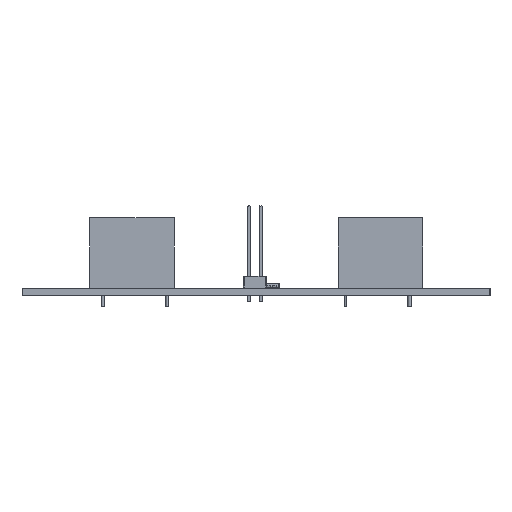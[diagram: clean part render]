
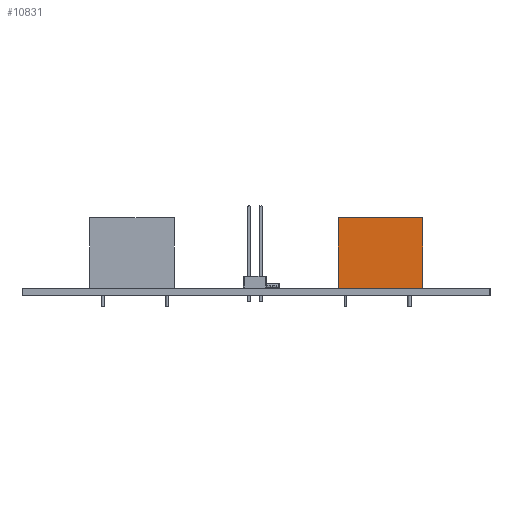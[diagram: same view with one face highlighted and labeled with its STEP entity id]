
A CAD part, left-side view. The second image highlights one B-rep face of the part: STEP entity #10831.
In plain terms, the highlighted free-form (B-spline) face has degree [1, 1] with [2, 2] control points.
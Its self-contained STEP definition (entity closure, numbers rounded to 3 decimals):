
#10546 = B_SPLINE_SURFACE_WITH_KNOTS('',1,1,(
    (#10547,#10548)
    ,(#10549,#10550
    )),.UNSPECIFIED.,.F.,.F.,.F.,(2,2),(2,2),(0.,18.4),(0.,10.2),
  .PIECEWISE_BEZIER_KNOTS.);
#10547 = CARTESIAN_POINT('',(0.,0.,0.));
#10548 = CARTESIAN_POINT('',(0.,10.2,0.));
#10549 = CARTESIAN_POINT('',(18.4,0.,0.));
#10550 = CARTESIAN_POINT('',(18.4,10.2,0.));
#10568 = VERTEX_POINT('',#10569);
#10569 = CARTESIAN_POINT('',(0.,0.,0.));
#10583 = B_SPLINE_SURFACE_WITH_KNOTS('',1,1,(
    (#10584,#10585)
    ,(#10586,#10587
    )),.UNSPECIFIED.,.F.,.F.,.F.,(2,2),(2,2),(0.,15.3),(-10.2,0.),
  .PIECEWISE_BEZIER_KNOTS.);
#10584 = CARTESIAN_POINT('',(0.,10.2,0.));
#10585 = CARTESIAN_POINT('',(0.,0.,0.));
#10586 = CARTESIAN_POINT('',(0.,10.2,15.3));
#10587 = CARTESIAN_POINT('',(0.,0.,15.3));
#10594 = EDGE_CURVE('',#10568,#10595,#10597,.T.);
#10595 = VERTEX_POINT('',#10596);
#10596 = CARTESIAN_POINT('',(18.4,0.,0.));
#10597 = SURFACE_CURVE('',#10598,(#10601,#10607),.PCURVE_S1.);
#10598 = B_SPLINE_CURVE_WITH_KNOTS('',1,(#10599,#10600),.UNSPECIFIED.,
  .F.,.F.,(2,2),(0.,18.4),.PIECEWISE_BEZIER_KNOTS.);
#10599 = CARTESIAN_POINT('',(0.,0.,0.));
#10600 = CARTESIAN_POINT('',(18.4,0.,0.));
#10601 = PCURVE('',#10546,#10602);
#10602 = DEFINITIONAL_REPRESENTATION('',(#10603),#10606);
#10603 = B_SPLINE_CURVE_WITH_KNOTS('',1,(#10604,#10605),.UNSPECIFIED.,
  .F.,.F.,(2,2),(0.,18.4),.PIECEWISE_BEZIER_KNOTS.);
#10604 = CARTESIAN_POINT('',(0.,0.));
#10605 = CARTESIAN_POINT('',(18.4,0.));
#10606 = ( GEOMETRIC_REPRESENTATION_CONTEXT(2) 
PARAMETRIC_REPRESENTATION_CONTEXT() REPRESENTATION_CONTEXT('2D SPACE',''
  ) );
#10607 = PCURVE('',#10608,#10613);
#10608 = B_SPLINE_SURFACE_WITH_KNOTS('',1,1,(
    (#10609,#10610)
    ,(#10611,#10612
    )),.UNSPECIFIED.,.F.,.F.,.F.,(2,2),(2,2),(0.,15.3),(0.,18.4),
  .PIECEWISE_BEZIER_KNOTS.);
#10609 = CARTESIAN_POINT('',(0.,0.,0.));
#10610 = CARTESIAN_POINT('',(18.4,0.,0.));
#10611 = CARTESIAN_POINT('',(0.,0.,15.3));
#10612 = CARTESIAN_POINT('',(18.4,0.,15.3));
#10613 = DEFINITIONAL_REPRESENTATION('',(#10614),#10617);
#10614 = B_SPLINE_CURVE_WITH_KNOTS('',1,(#10615,#10616),.UNSPECIFIED.,
  .F.,.F.,(2,2),(0.,18.4),.PIECEWISE_BEZIER_KNOTS.);
#10615 = CARTESIAN_POINT('',(0.,0.));
#10616 = CARTESIAN_POINT('',(0.,18.4));
#10617 = ( GEOMETRIC_REPRESENTATION_CONTEXT(2) 
PARAMETRIC_REPRESENTATION_CONTEXT() REPRESENTATION_CONTEXT('2D SPACE',''
  ) );
#10633 = B_SPLINE_SURFACE_WITH_KNOTS('',1,1,(
    (#10634,#10635)
    ,(#10636,#10637
    )),.UNSPECIFIED.,.F.,.F.,.F.,(2,2),(2,2),(0.,15.3),(-10.2,0.),
  .PIECEWISE_BEZIER_KNOTS.);
#10634 = CARTESIAN_POINT('',(18.4,10.2,0.));
#10635 = CARTESIAN_POINT('',(18.4,0.,0.));
#10636 = CARTESIAN_POINT('',(18.4,10.2,15.3));
#10637 = CARTESIAN_POINT('',(18.4,0.,15.3));
#10725 = EDGE_CURVE('',#10568,#10726,#10728,.T.);
#10726 = VERTEX_POINT('',#10727);
#10727 = CARTESIAN_POINT('',(0.,0.,15.3));
#10728 = SURFACE_CURVE('',#10729,(#10732,#10738),.PCURVE_S1.);
#10729 = B_SPLINE_CURVE_WITH_KNOTS('',1,(#10730,#10731),.UNSPECIFIED.,
  .F.,.F.,(2,2),(0.,15.3),.PIECEWISE_BEZIER_KNOTS.);
#10730 = CARTESIAN_POINT('',(0.,0.,0.));
#10731 = CARTESIAN_POINT('',(0.,0.,15.3));
#10732 = PCURVE('',#10583,#10733);
#10733 = DEFINITIONAL_REPRESENTATION('',(#10734),#10737);
#10734 = B_SPLINE_CURVE_WITH_KNOTS('',1,(#10735,#10736),.UNSPECIFIED.,
  .F.,.F.,(2,2),(0.,15.3),.PIECEWISE_BEZIER_KNOTS.);
#10735 = CARTESIAN_POINT('',(0.,0.));
#10736 = CARTESIAN_POINT('',(15.3,0.));
#10737 = ( GEOMETRIC_REPRESENTATION_CONTEXT(2) 
PARAMETRIC_REPRESENTATION_CONTEXT() REPRESENTATION_CONTEXT('2D SPACE',''
  ) );
#10738 = PCURVE('',#10608,#10739);
#10739 = DEFINITIONAL_REPRESENTATION('',(#10740),#10743);
#10740 = B_SPLINE_CURVE_WITH_KNOTS('',1,(#10741,#10742),.UNSPECIFIED.,
  .F.,.F.,(2,2),(0.,15.3),.PIECEWISE_BEZIER_KNOTS.);
#10741 = CARTESIAN_POINT('',(0.,0.));
#10742 = CARTESIAN_POINT('',(15.3,0.));
#10743 = ( GEOMETRIC_REPRESENTATION_CONTEXT(2) 
PARAMETRIC_REPRESENTATION_CONTEXT() REPRESENTATION_CONTEXT('2D SPACE',''
  ) );
#10778 = B_SPLINE_SURFACE_WITH_KNOTS('',1,1,(
    (#10779,#10780)
    ,(#10781,#10782
    )),.UNSPECIFIED.,.F.,.F.,.F.,(2,2),(2,2),(0.,18.4),(0.,10.2),
  .PIECEWISE_BEZIER_KNOTS.);
#10779 = CARTESIAN_POINT('',(0.,0.,15.3));
#10780 = CARTESIAN_POINT('',(0.,10.2,15.3));
#10781 = CARTESIAN_POINT('',(18.4,0.,15.3));
#10782 = CARTESIAN_POINT('',(18.4,10.2,15.3));
#10831 = ADVANCED_FACE('',(#10832),#10608,.F.);
#10832 = FACE_BOUND('',#10833,.F.);
#10833 = EDGE_LOOP('',(#10834,#10835,#10836,#10856));
#10834 = ORIENTED_EDGE('',*,*,#10594,.F.);
#10835 = ORIENTED_EDGE('',*,*,#10725,.T.);
#10836 = ORIENTED_EDGE('',*,*,#10837,.T.);
#10837 = EDGE_CURVE('',#10726,#10838,#10840,.T.);
#10838 = VERTEX_POINT('',#10839);
#10839 = CARTESIAN_POINT('',(18.4,0.,15.3));
#10840 = SURFACE_CURVE('',#10841,(#10844,#10850),.PCURVE_S1.);
#10841 = B_SPLINE_CURVE_WITH_KNOTS('',1,(#10842,#10843),.UNSPECIFIED.,
  .F.,.F.,(2,2),(0.,18.4),.PIECEWISE_BEZIER_KNOTS.);
#10842 = CARTESIAN_POINT('',(0.,0.,15.3));
#10843 = CARTESIAN_POINT('',(18.4,0.,15.3));
#10844 = PCURVE('',#10608,#10845);
#10845 = DEFINITIONAL_REPRESENTATION('',(#10846),#10849);
#10846 = B_SPLINE_CURVE_WITH_KNOTS('',1,(#10847,#10848),.UNSPECIFIED.,
  .F.,.F.,(2,2),(0.,18.4),.PIECEWISE_BEZIER_KNOTS.);
#10847 = CARTESIAN_POINT('',(15.3,0.));
#10848 = CARTESIAN_POINT('',(15.3,18.4));
#10849 = ( GEOMETRIC_REPRESENTATION_CONTEXT(2) 
PARAMETRIC_REPRESENTATION_CONTEXT() REPRESENTATION_CONTEXT('2D SPACE',''
  ) );
#10850 = PCURVE('',#10778,#10851);
#10851 = DEFINITIONAL_REPRESENTATION('',(#10852),#10855);
#10852 = B_SPLINE_CURVE_WITH_KNOTS('',1,(#10853,#10854),.UNSPECIFIED.,
  .F.,.F.,(2,2),(0.,18.4),.PIECEWISE_BEZIER_KNOTS.);
#10853 = CARTESIAN_POINT('',(0.,0.));
#10854 = CARTESIAN_POINT('',(18.4,0.));
#10855 = ( GEOMETRIC_REPRESENTATION_CONTEXT(2) 
PARAMETRIC_REPRESENTATION_CONTEXT() REPRESENTATION_CONTEXT('2D SPACE',''
  ) );
#10856 = ORIENTED_EDGE('',*,*,#10857,.F.);
#10857 = EDGE_CURVE('',#10595,#10838,#10858,.T.);
#10858 = SURFACE_CURVE('',#10859,(#10862,#10868),.PCURVE_S1.);
#10859 = B_SPLINE_CURVE_WITH_KNOTS('',1,(#10860,#10861),.UNSPECIFIED.,
  .F.,.F.,(2,2),(0.,15.3),.PIECEWISE_BEZIER_KNOTS.);
#10860 = CARTESIAN_POINT('',(18.4,0.,0.));
#10861 = CARTESIAN_POINT('',(18.4,0.,15.3));
#10862 = PCURVE('',#10608,#10863);
#10863 = DEFINITIONAL_REPRESENTATION('',(#10864),#10867);
#10864 = B_SPLINE_CURVE_WITH_KNOTS('',1,(#10865,#10866),.UNSPECIFIED.,
  .F.,.F.,(2,2),(0.,15.3),.PIECEWISE_BEZIER_KNOTS.);
#10865 = CARTESIAN_POINT('',(0.,18.4));
#10866 = CARTESIAN_POINT('',(15.3,18.4));
#10867 = ( GEOMETRIC_REPRESENTATION_CONTEXT(2) 
PARAMETRIC_REPRESENTATION_CONTEXT() REPRESENTATION_CONTEXT('2D SPACE',''
  ) );
#10868 = PCURVE('',#10633,#10869);
#10869 = DEFINITIONAL_REPRESENTATION('',(#10870),#10873);
#10870 = B_SPLINE_CURVE_WITH_KNOTS('',1,(#10871,#10872),.UNSPECIFIED.,
  .F.,.F.,(2,2),(0.,15.3),.PIECEWISE_BEZIER_KNOTS.);
#10871 = CARTESIAN_POINT('',(0.,0.));
#10872 = CARTESIAN_POINT('',(15.3,0.));
#10873 = ( GEOMETRIC_REPRESENTATION_CONTEXT(2) 
PARAMETRIC_REPRESENTATION_CONTEXT() REPRESENTATION_CONTEXT('2D SPACE',''
  ) );
